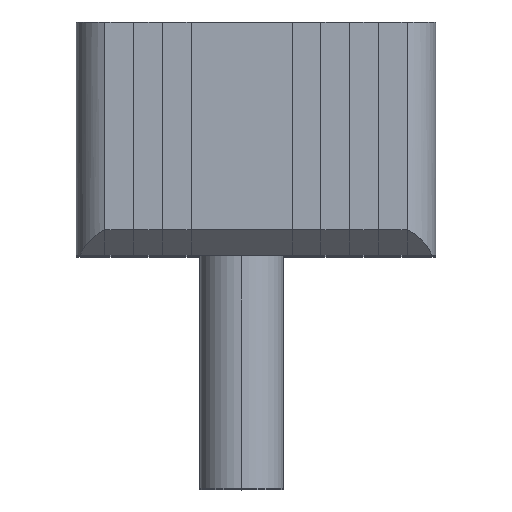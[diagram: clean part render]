
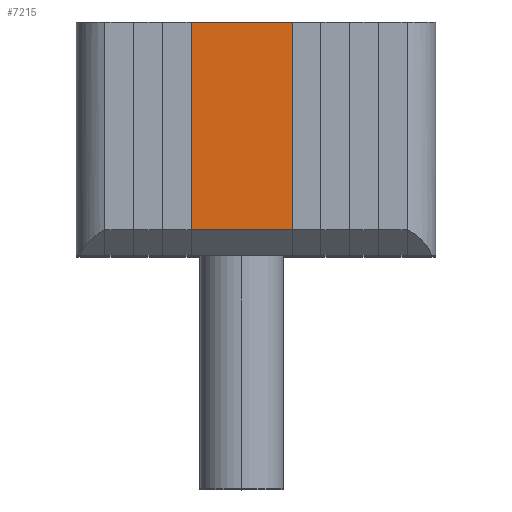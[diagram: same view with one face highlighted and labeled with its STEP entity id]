
A CAD part, top view. The second image highlights one B-rep face of the part: STEP entity #7215.
In plain terms, the highlighted planar face has unit normal (0, 0, 1).
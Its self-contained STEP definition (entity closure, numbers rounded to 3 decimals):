
#438 = LINE ( 'NONE', #4795, #3628 ) ;
#586 = LINE ( 'NONE', #6640, #7819 ) ;
#602 = EDGE_CURVE ( 'NONE', #3532, #1986, #586, .T. ) ;
#656 = EDGE_LOOP ( 'NONE', ( #6054, #7464, #6509, #1242 ) ) ;
#1003 = LINE ( 'NONE', #1640, #1689 ) ;
#1242 = ORIENTED_EDGE ( 'NONE', *, *, #3675, .T. ) ;
#1353 = AXIS2_PLACEMENT_3D ( 'NONE', #4901, #5021, #6864 ) ;
#1411 = CARTESIAN_POINT ( 'NONE',  ( -2.6, 6.5, 30. ) ) ;
#1640 = CARTESIAN_POINT ( 'NONE',  ( 2.6, 6.5, 30. ) ) ;
#1689 = VECTOR ( 'NONE', #6532, 1000. ) ;
#1986 = VERTEX_POINT ( 'NONE', #7162 ) ;
#2342 = DIRECTION ( 'NONE',  ( -1., 0., 0. ) ) ;
#2570 = FACE_OUTER_BOUND ( 'NONE', #656, .T. ) ;
#3083 = EDGE_CURVE ( 'NONE', #7125, #3532, #4571, .T. ) ;
#3164 = PLANE ( 'NONE',  #1353 ) ;
#3478 = VECTOR ( 'NONE', #6415, 1000. ) ;
#3532 = VERTEX_POINT ( 'NONE', #5813 ) ;
#3628 = VECTOR ( 'NONE', #7128, 1000. ) ;
#3675 = EDGE_CURVE ( 'NONE', #7125, #5991, #1003, .T. ) ;
#4012 = CARTESIAN_POINT ( 'NONE',  ( 2.6, 0., 30. ) ) ;
#4571 = LINE ( 'NONE', #4012, #3478 ) ;
#4795 = CARTESIAN_POINT ( 'NONE',  ( -2.6, 0., 30. ) ) ;
#4901 = CARTESIAN_POINT ( 'NONE',  ( 2.6, 0., 30. ) ) ;
#5021 = DIRECTION ( 'NONE',  ( 0., 0., -1. ) ) ;
#5199 = EDGE_CURVE ( 'NONE', #5991, #1986, #438, .T. ) ;
#5813 = CARTESIAN_POINT ( 'NONE',  ( 2.6, -4.2, 30. ) ) ;
#5960 = CARTESIAN_POINT ( 'NONE',  ( 2.6, 6.5, 30. ) ) ;
#5991 = VERTEX_POINT ( 'NONE', #1411 ) ;
#6054 = ORIENTED_EDGE ( 'NONE', *, *, #5199, .T. ) ;
#6415 = DIRECTION ( 'NONE',  ( 0., -1., 0. ) ) ;
#6509 = ORIENTED_EDGE ( 'NONE', *, *, #3083, .F. ) ;
#6532 = DIRECTION ( 'NONE',  ( -1., 0., 0. ) ) ;
#6640 = CARTESIAN_POINT ( 'NONE',  ( 2.6, -4.2, 30. ) ) ;
#6864 = DIRECTION ( 'NONE',  ( -1., 0., 0. ) ) ;
#7125 = VERTEX_POINT ( 'NONE', #5960 ) ;
#7128 = DIRECTION ( 'NONE',  ( 0., -1., 0. ) ) ;
#7162 = CARTESIAN_POINT ( 'NONE',  ( -2.6, -4.2, 30. ) ) ;
#7215 = ADVANCED_FACE ( 'NONE', ( #2570 ), #3164, .F. ) ;
#7464 = ORIENTED_EDGE ( 'NONE', *, *, #602, .F. ) ;
#7819 = VECTOR ( 'NONE', #2342, 1000. ) ;
